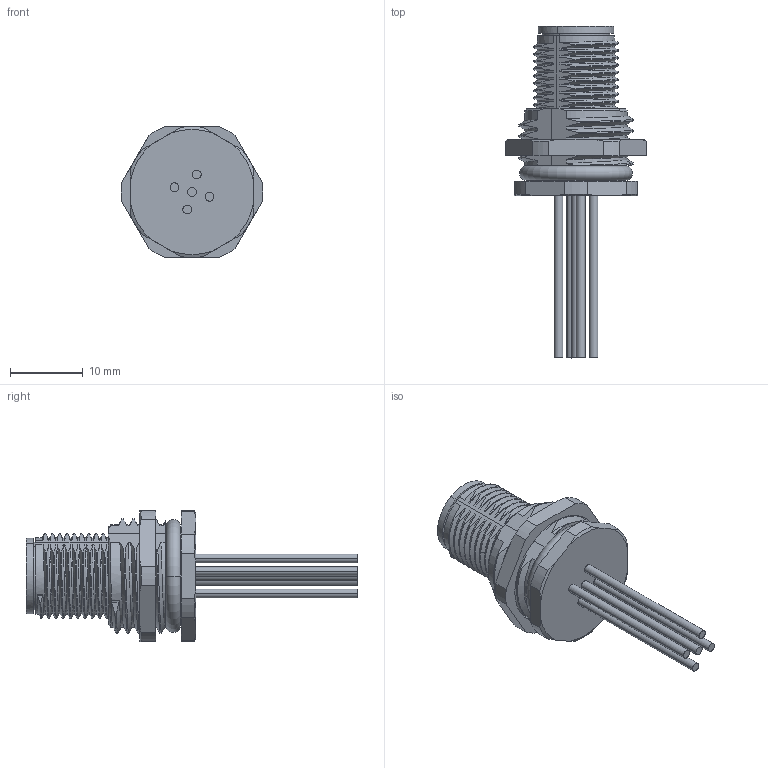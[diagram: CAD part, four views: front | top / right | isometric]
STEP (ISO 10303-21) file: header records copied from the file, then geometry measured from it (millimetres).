
FILE_DESCRIPTION((''),'2;1');
FILE_NAME('PRT0005','2021-01-04T',('zh.su'),(''),'PRO/ENGINEER BY PARAMETRIC TECHNOLOGY CORPORATION, 2012480','PRO/ENGINEER BY PARAMETRIC TECHNOLOGY CORPORATION, 2012480','');
FILE_SCHEMA(('CONFIG_CONTROL_DESIGN'));
Length unit declared in the file: millimetre
Products named in the file (1): PRT0005
Bounding box: 19.48 x 45.6 x 18 mm (x, y, z)
Volume: 3039.9 mm3; surface area: 3060.6 mm2
Topology: 2 solids, 2 shells, 377 faces, 1033 edges, 675 vertices
Faces by surface type: bspline 105, plane 95, cylinder 76, extrusion 43, cone 34, torus 14, sphere 10
Entity records: 27882 total; most frequent: CARTESIAN_POINT 19282, ORIENTED_EDGE 2046, DIRECTION 1296, EDGE_CURVE 1023, VERTEX_POINT 675, VECTOR 476, B_SPLINE_CURVE_WITH_KNOTS 452, LINE 433
